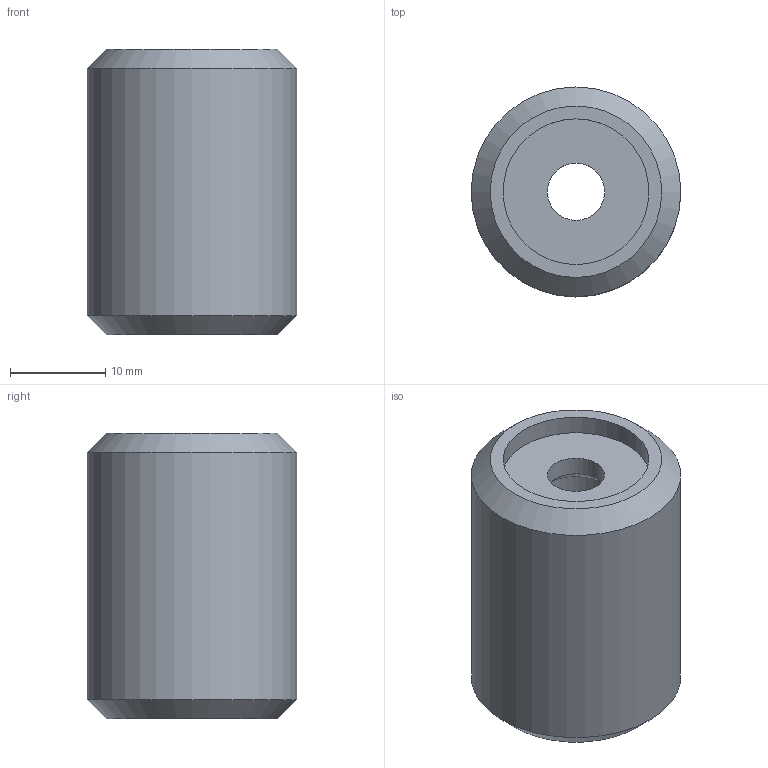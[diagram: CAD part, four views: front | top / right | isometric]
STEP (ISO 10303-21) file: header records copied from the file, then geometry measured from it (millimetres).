
FILE_DESCRIPTION(/* description */ ('Unknown'),/* implementation_level */ '2;1');
FILE_NAME(/* name */ 'extension',/* time_stamp */ '2019-04-15T10:13:31+01:00',/* author */ ('Unknown'),/* organization */ ('Unknown'),/* preprocessor_version */ 'ST-DEVELOPER v16.7',/* originating_system */ 'DEX',/* authorisation */ $);
FILE_SCHEMA (('AUTOMOTIVE_DESIGN {1 0 10303 214 3 1 1}'));
Length unit declared in the file: millimetre
Products named in the file (1): case
Bounding box: 22 x 22 x 30 mm (x, y, z)
Volume: 8753.1 mm3; surface area: 3515.5 mm2
Topology: 1 solids, 1 shells, 17 faces, 37 edges, 24 vertices
Faces by surface type: plane 10, cylinder 4, cone 3
Full cylindrical faces by diameter (mm): 6 x1, 8.2 x1, 15.3 x1, 22 x1
Entity records: 446 total; most frequent: DIRECTION 74, CARTESIAN_POINT 68, ORIENTED_EDGE 56, EDGE_CURVE 28, EDGE_LOOP 28, FACE_BOUND 28, AXIS2_PLACEMENT_3D 28, VERTEX_POINT 22
